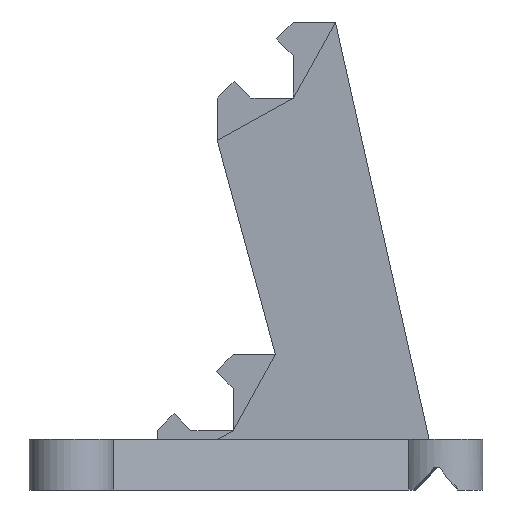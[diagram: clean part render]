
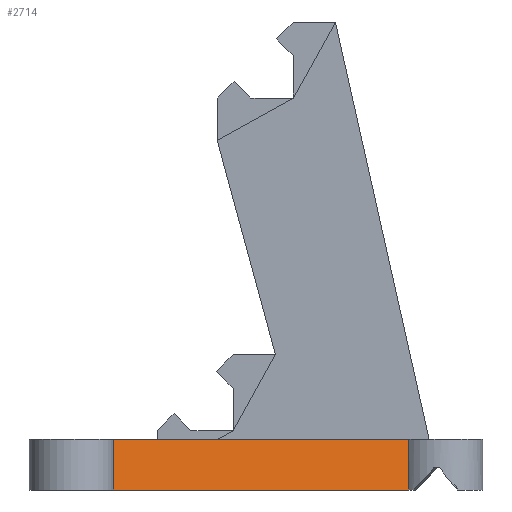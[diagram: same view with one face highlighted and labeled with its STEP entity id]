
A CAD part, front view. The second image highlights one B-rep face of the part: STEP entity #2714.
In plain terms, the highlighted planar face has unit normal (0.497, -0.868, 0).
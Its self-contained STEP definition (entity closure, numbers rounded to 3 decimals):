
#73 = PLANE('',#74);
#74 = AXIS2_PLACEMENT_3D('',#75,#76,#77);
#75 = CARTESIAN_POINT('',(24.447,0.,-47.401));
#76 = DIRECTION('',(0.,0.,-1.));
#77 = DIRECTION('',(1.,0.,0.));
#128 = PLANE('',#129);
#129 = AXIS2_PLACEMENT_3D('',#130,#131,#132);
#130 = CARTESIAN_POINT('',(24.447,0.,-53.401));
#131 = DIRECTION('',(0.,0.,-1.));
#132 = DIRECTION('',(1.,0.,0.));
#494 = CYLINDRICAL_SURFACE('',#495,5.);
#495 = AXIS2_PLACEMENT_3D('',#496,#497,#498);
#496 = CARTESIAN_POINT('',(24.447,0.,-50.401));
#497 = DIRECTION('',(0.,-0.,1.));
#498 = DIRECTION('',(0.,1.,0.));
#761 = VERTEX_POINT('',#762);
#762 = CARTESIAN_POINT('',(20.694,-3.304,
    -53.401));
#788 = EDGE_CURVE('',#761,#789,#791,.T.);
#789 = VERTEX_POINT('',#790);
#790 = CARTESIAN_POINT('',(-14.511,-23.486,
    -53.401));
#791 = SURFACE_CURVE('',#792,(#796,#803),.PCURVE_S1.);
#792 = LINE('',#793,#794);
#793 = CARTESIAN_POINT('',(24.944,-0.868,
    -53.401));
#794 = VECTOR('',#795,1.);
#795 = DIRECTION('',(-0.868,-0.497,0.)
  );
#796 = PCURVE('',#128,#797);
#797 = DEFINITIONAL_REPRESENTATION('',(#798),#802);
#798 = LINE('',#799,#800);
#799 = CARTESIAN_POINT('',(0.497,0.868));
#800 = VECTOR('',#801,1.);
#801 = DIRECTION('',(-0.868,0.497));
#802 = ( GEOMETRIC_REPRESENTATION_CONTEXT(2) 
PARAMETRIC_REPRESENTATION_CONTEXT() REPRESENTATION_CONTEXT('2D SPACE',''
  ) );
#803 = PCURVE('',#804,#809);
#804 = PLANE('',#805);
#805 = AXIS2_PLACEMENT_3D('',#806,#807,#808);
#806 = CARTESIAN_POINT('',(3.092,-13.395,-50.401
    ));
#807 = DIRECTION('',(0.497,-0.868,0.));
#808 = DIRECTION('',(-0.868,-0.497,0.)
  );
#809 = DEFINITIONAL_REPRESENTATION('',(#810),#814);
#810 = LINE('',#811,#812);
#811 = CARTESIAN_POINT('',(-25.189,3.));
#812 = VECTOR('',#813,1.);
#813 = DIRECTION('',(1.,0.));
#814 = ( GEOMETRIC_REPRESENTATION_CONTEXT(2) 
PARAMETRIC_REPRESENTATION_CONTEXT() REPRESENTATION_CONTEXT('2D SPACE',''
  ) );
#831 = CYLINDRICAL_SURFACE('',#832,5.);
#832 = AXIS2_PLACEMENT_3D('',#833,#834,#835);
#833 = CARTESIAN_POINT('',(-19.258,-25.055,
    -50.401));
#834 = DIRECTION('',(0.,0.,-1.));
#835 = DIRECTION('',(0.,1.,0.));
#2308 = VERTEX_POINT('',#2309);
#2309 = CARTESIAN_POINT('',(20.694,-3.304,
    -47.401));
#2331 = EDGE_CURVE('',#2332,#2308,#2334,.T.);
#2332 = VERTEX_POINT('',#2333);
#2333 = CARTESIAN_POINT('',(-14.511,-23.486,
    -47.401));
#2334 = SURFACE_CURVE('',#2335,(#2339,#2346),.PCURVE_S1.);
#2335 = LINE('',#2336,#2337);
#2336 = CARTESIAN_POINT('',(-18.761,-25.922,
    -47.401));
#2337 = VECTOR('',#2338,1.);
#2338 = DIRECTION('',(0.868,0.497,0.));
#2339 = PCURVE('',#73,#2340);
#2340 = DEFINITIONAL_REPRESENTATION('',(#2341),#2345);
#2341 = LINE('',#2342,#2343);
#2342 = CARTESIAN_POINT('',(-43.207,25.922));
#2343 = VECTOR('',#2344,1.);
#2344 = DIRECTION('',(0.868,-0.497));
#2345 = ( GEOMETRIC_REPRESENTATION_CONTEXT(2) 
PARAMETRIC_REPRESENTATION_CONTEXT() REPRESENTATION_CONTEXT('2D SPACE',''
  ) );
#2346 = PCURVE('',#804,#2347);
#2347 = DEFINITIONAL_REPRESENTATION('',(#2348),#2352);
#2348 = LINE('',#2349,#2350);
#2349 = CARTESIAN_POINT('',(25.189,-3.));
#2350 = VECTOR('',#2351,1.);
#2351 = DIRECTION('',(-1.,0.));
#2352 = ( GEOMETRIC_REPRESENTATION_CONTEXT(2) 
PARAMETRIC_REPRESENTATION_CONTEXT() REPRESENTATION_CONTEXT('2D SPACE',''
  ) );
#2693 = EDGE_CURVE('',#789,#2332,#2694,.T.);
#2694 = SURFACE_CURVE('',#2695,(#2699,#2706),.PCURVE_S1.);
#2695 = LINE('',#2696,#2697);
#2696 = CARTESIAN_POINT('',(-14.511,-23.486,
    -53.401));
#2697 = VECTOR('',#2698,1.);
#2698 = DIRECTION('',(0.,0.,1.));
#2699 = PCURVE('',#831,#2700);
#2700 = DEFINITIONAL_REPRESENTATION('',(#2701),#2705);
#2701 = LINE('',#2702,#2703);
#2702 = CARTESIAN_POINT('',(1.252,3.));
#2703 = VECTOR('',#2704,1.);
#2704 = DIRECTION('',(0.,-1.));
#2705 = ( GEOMETRIC_REPRESENTATION_CONTEXT(2) 
PARAMETRIC_REPRESENTATION_CONTEXT() REPRESENTATION_CONTEXT('2D SPACE',''
  ) );
#2706 = PCURVE('',#804,#2707);
#2707 = DEFINITIONAL_REPRESENTATION('',(#2708),#2712);
#2708 = LINE('',#2709,#2710);
#2709 = CARTESIAN_POINT('',(20.29,3.));
#2710 = VECTOR('',#2711,1.);
#2711 = DIRECTION('',(0.,-1.));
#2712 = ( GEOMETRIC_REPRESENTATION_CONTEXT(2) 
PARAMETRIC_REPRESENTATION_CONTEXT() REPRESENTATION_CONTEXT('2D SPACE',''
  ) );
#2714 = ADVANCED_FACE('',(#2715),#804,.T.);
#2715 = FACE_BOUND('',#2716,.F.);
#2716 = EDGE_LOOP('',(#2717,#2718,#2719,#2740));
#2717 = ORIENTED_EDGE('',*,*,#2693,.T.);
#2718 = ORIENTED_EDGE('',*,*,#2331,.T.);
#2719 = ORIENTED_EDGE('',*,*,#2720,.F.);
#2720 = EDGE_CURVE('',#761,#2308,#2721,.T.);
#2721 = SURFACE_CURVE('',#2722,(#2726,#2733),.PCURVE_S1.);
#2722 = LINE('',#2723,#2724);
#2723 = CARTESIAN_POINT('',(20.694,-3.304,
    -50.401));
#2724 = VECTOR('',#2725,1.);
#2725 = DIRECTION('',(0.,-0.,1.));
#2726 = PCURVE('',#804,#2727);
#2727 = DEFINITIONAL_REPRESENTATION('',(#2728),#2732);
#2728 = LINE('',#2729,#2730);
#2729 = CARTESIAN_POINT('',(-20.29,0.));
#2730 = VECTOR('',#2731,1.);
#2731 = DIRECTION('',(0.,-1.));
#2732 = ( GEOMETRIC_REPRESENTATION_CONTEXT(2) 
PARAMETRIC_REPRESENTATION_CONTEXT() REPRESENTATION_CONTEXT('2D SPACE',''
  ) );
#2733 = PCURVE('',#494,#2734);
#2734 = DEFINITIONAL_REPRESENTATION('',(#2735),#2739);
#2735 = LINE('',#2736,#2737);
#2736 = CARTESIAN_POINT('',(-10.274,0.));
#2737 = VECTOR('',#2738,1.);
#2738 = DIRECTION('',(-0.,1.));
#2739 = ( GEOMETRIC_REPRESENTATION_CONTEXT(2) 
PARAMETRIC_REPRESENTATION_CONTEXT() REPRESENTATION_CONTEXT('2D SPACE',''
  ) );
#2740 = ORIENTED_EDGE('',*,*,#788,.T.);
